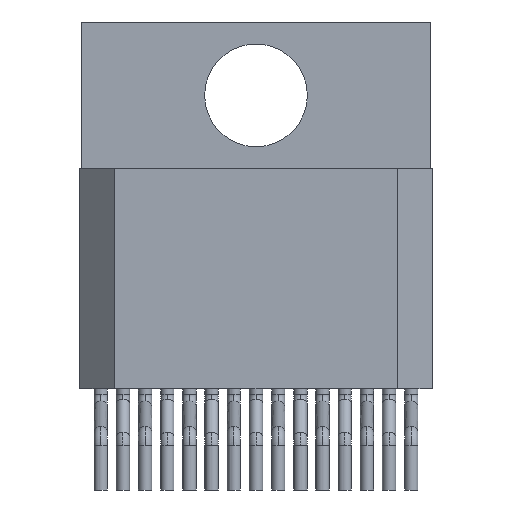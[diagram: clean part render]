
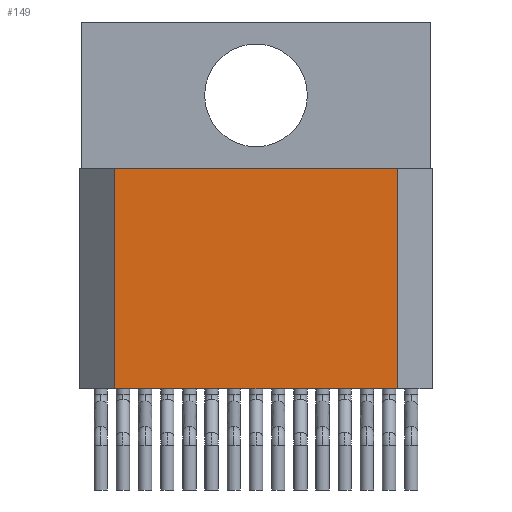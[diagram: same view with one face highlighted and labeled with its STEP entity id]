
A CAD part, front view. The second image highlights one B-rep face of the part: STEP entity #149.
In plain terms, the highlighted planar face has unit normal (0, -1, 0).
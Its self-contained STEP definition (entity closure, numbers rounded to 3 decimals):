
#149=ADVANCED_FACE('',(#155),#150,.F.);
#150=PLANE('',#151);
#151=AXIS2_PLACEMENT_3D('',#152,#153,#154);
#152=CARTESIAN_POINT('Origin',(0.792,4.666,0.0));
#153=DIRECTION('center_axis',(0.0,1.0,0.0));
#154=DIRECTION('ref_axis',(0.,0.,1.));
#155=FACE_OUTER_BOUND('',#156,.T.);
#156=EDGE_LOOP('',(#157,#167,#177,#187));
#157=ORIENTED_EDGE('',*,*,#158,.F.);
#158=EDGE_CURVE('',#159,#161,#163,.T.);
#159=VERTEX_POINT('',#160);
#160=CARTESIAN_POINT('',(16.988,4.666,0.0));
#161=VERTEX_POINT('',#162);
#162=CARTESIAN_POINT('',(0.792,4.666,0.0));
#163=LINE('',#164,#165);
#164=CARTESIAN_POINT('',(16.988,4.666,0.0));
#165=VECTOR('',#166,16.195);
#166=DIRECTION('',(-1.0,0.0,0.0));
#167=ORIENTED_EDGE('',*,*,#168,.F.);
#168=EDGE_CURVE('',#169,#171,#173,.T.);
#169=VERTEX_POINT('',#170);
#170=CARTESIAN_POINT('',(16.988,4.666,12.603));
#171=VERTEX_POINT('',#160);
#173=LINE('',#174,#175);
#174=CARTESIAN_POINT('',(16.988,4.666,12.603));
#175=VECTOR('',#176,12.603);
#176=DIRECTION('',(0.0,0.0,-1.0));
#177=ORIENTED_EDGE('',*,*,#178,.F.);
#178=EDGE_CURVE('',#179,#181,#183,.T.);
#179=VERTEX_POINT('',#180);
#180=CARTESIAN_POINT('',(0.792,4.666,12.603));
#181=VERTEX_POINT('',#170);
#183=LINE('',#184,#185);
#184=CARTESIAN_POINT('',(0.792,4.666,12.603));
#185=VECTOR('',#186,16.195);
#186=DIRECTION('',(1.0,0.0,0.0));
#187=ORIENTED_EDGE('',*,*,#188,.F.);
#188=EDGE_CURVE('',#189,#191,#193,.T.);
#189=VERTEX_POINT('',#162);
#191=VERTEX_POINT('',#180);
#193=LINE('',#194,#195);
#194=CARTESIAN_POINT('',(0.792,4.666,0.0));
#195=VECTOR('',#196,12.603);
#196=DIRECTION('',(0.0,0.0,1.0));
